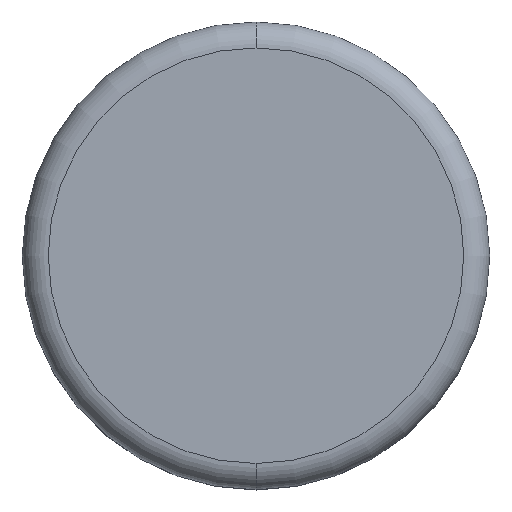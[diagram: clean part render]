
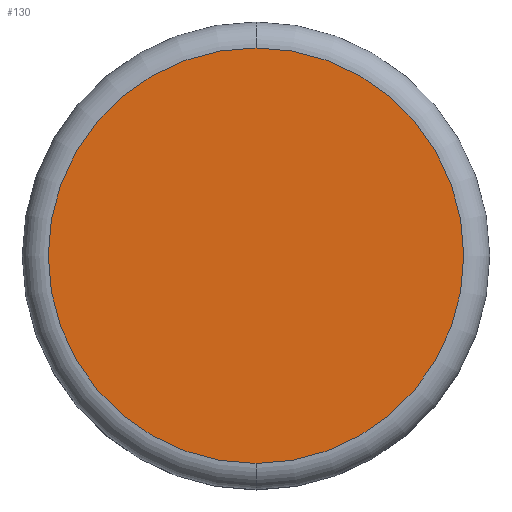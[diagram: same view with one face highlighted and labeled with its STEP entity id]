
A CAD part, top view. The second image highlights one B-rep face of the part: STEP entity #130.
In plain terms, the highlighted planar face has unit normal (0, 0, 1).
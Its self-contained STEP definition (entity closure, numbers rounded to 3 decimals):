
#26 = CARTESIAN_POINT ( 'NONE',  ( 0., 5.333, 8. ) ) ;
#27 = VERTEX_POINT ( 'NONE', #26 ) ;
#35 = CARTESIAN_POINT ( 'NONE',  ( 0., -5.333, 8. ) ) ;
#36 = VERTEX_POINT ( 'NONE', #35 ) ;
#37 = CARTESIAN_POINT ( 'NONE',  ( 0., 0., 8. ) ) ;
#38 = DIRECTION ( 'NONE',  ( 0., 0., 1. ) ) ;
#39 = DIRECTION ( 'NONE',  ( 0., -1., 0. ) ) ;
#40 = AXIS2_PLACEMENT_3D ( 'NONE', #37, #38, #39 ) ;
#41 = CIRCLE ( 'NONE', #40, 5.333) ;
#42 = EDGE_CURVE ( 'NONE', #36, #27, #41, .T. ) ;
#115 = ORIENTED_EDGE ( 'NONE', *, *, #42, .T. ) ;
#116 = CARTESIAN_POINT ( 'NONE',  ( 0., 0., 8. ) ) ;
#117 = DIRECTION ( 'NONE',  ( 0., 0., 1. ) ) ;
#118 = DIRECTION ( 'NONE',  ( 0., -1., 0. ) ) ;
#119 = AXIS2_PLACEMENT_3D ( 'NONE', #116, #117, #118 ) ;
#120 = CIRCLE ( 'NONE', #119, 5.333) ;
#121 = EDGE_CURVE ( 'NONE', #27, #36, #120, .T. ) ;
#122 = ORIENTED_EDGE ( 'NONE', *, *, #121, .T. ) ;
#123 = EDGE_LOOP ( 'NONE', ( #115, #122 ) ) ;
#124 = FACE_OUTER_BOUND ( 'NONE', #123, .T. ) ;
#125 = CARTESIAN_POINT ( 'NONE',  ( 0., 0., 8. ) ) ;
#126 = DIRECTION ( 'NONE',  ( 0., 0., 1. ) ) ;
#127 = DIRECTION ( 'NONE',  ( 0., -1., 0. ) ) ;
#128 = AXIS2_PLACEMENT_3D ( 'NONE', #125, #126, #127 ) ;
#129 = PLANE ( 'NONE', #128 ) ;
#130 = ADVANCED_FACE ( 'NONE', ( #124 ), #129, .T. ) ;
